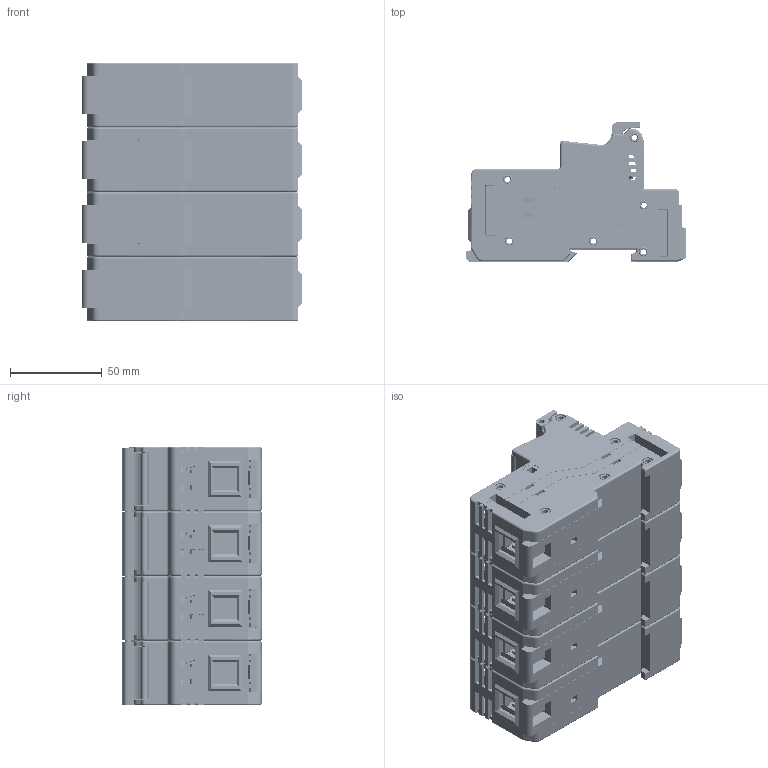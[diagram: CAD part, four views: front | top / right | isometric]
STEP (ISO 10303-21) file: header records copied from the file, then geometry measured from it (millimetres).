
FILE_DESCRIPTION(/* description */ (''),/* implementation_level */ '2;1');
FILE_NAME(/* name */ 'RT18-125 4P.stp',/* time_stamp */ '2024-01-18T12:09:13+08:00',/* author */ (''),/* organization */ (''),/* preprocessor_version */ 'ST-DEVELOPER v16',/* originating_system */ 'SIEMENS PLM Software NX 10.0',/* authorisation */ '');
FILE_SCHEMA (('CONFIG_CONTROL_DESIGN'));
Products named in the file (4): 铆钉74.5; 销钉; RT18-125 1P; RT18-125 3P
Assembly tree (13 placements, depth 2):
  RT18-125 3P
    RT18-125 1P  x4
    销钉  x3
    铆钉74.5  x6
Bounding box: 119.66 x 75.98 x 140.8 mm (x, y, z)
Volume: 387936.9 mm3; surface area: 428948.2 mm2
Topology: 93 solids, 93 shells, 6885 faces, 19737 edges, 12978 vertices
Faces by surface type: plane 5070, cylinder 1491, cone 148, torus 88, bspline 88
Full cylindrical faces by diameter (mm): 3 x9, 3.2 x8, 3.5 x6, 5 x8, 5.2 x24, 8.5 x8, 8.8 x8, 23 x4
Entity records: 67732 total; most frequent: CARTESIAN_POINT 21563, ORIENTED_EDGE 9790, DIRECTION 9061, EDGE_CURVE 4895, LINE 3779, VECTOR 3779, VERTEX_POINT 3230, AXIS2_PLACEMENT_3D 2641
